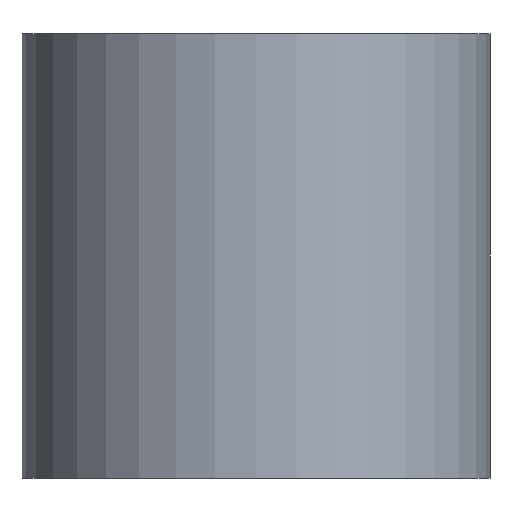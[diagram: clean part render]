
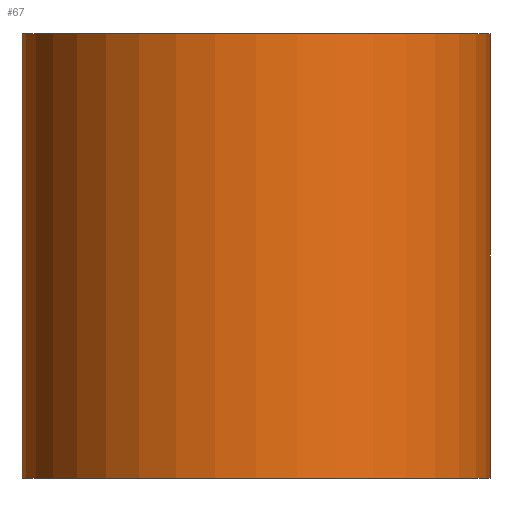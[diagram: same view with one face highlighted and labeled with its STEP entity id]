
A CAD part, front view. The second image highlights one B-rep face of the part: STEP entity #67.
In plain terms, the highlighted cylindrical face has radius 20 mm (diameter 40 mm), a partial arc.
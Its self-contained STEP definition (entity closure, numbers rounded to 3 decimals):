
#1 = EDGE_LOOP ( 'NONE', ( #65, #61, #18, #6 ) ) ;
#6 = ORIENTED_EDGE ( 'NONE', *, *, #17, .F. ) ;
#17 = EDGE_CURVE ( 'NONE', #72, #70, #143, .T. ) ;
#18 = ORIENTED_EDGE ( 'NONE', *, *, #66, .T. ) ;
#20 = EDGE_CURVE ( 'NONE', #63, #75, #174, .T. ) ;
#61 = ORIENTED_EDGE ( 'NONE', *, *, #20, .T. ) ;
#63 = VERTEX_POINT ( 'NONE', #183 ) ;
#65 = ORIENTED_EDGE ( 'NONE', *, *, #71, .F. ) ;
#66 = EDGE_CURVE ( 'NONE', #75, #70, #182, .T. ) ;
#67 = ADVANCED_FACE ( 'NONE', ( #221 ), #219, .T. ) ;
#70 = VERTEX_POINT ( 'NONE', #202 ) ;
#71 = EDGE_CURVE ( 'NONE', #63, #72, #201, .T. ) ;
#72 = VERTEX_POINT ( 'NONE', #197 ) ;
#75 = VERTEX_POINT ( 'NONE', #196 ) ;
#143 = CIRCLE ( 'NONE', #150, 20. ) ;
#147 = DIRECTION ( 'NONE',  ( 1., 0., 0. ) ) ;
#148 = DIRECTION ( 'NONE',  ( 0., 0., 1. ) ) ;
#149 = CARTESIAN_POINT ( 'NONE',  ( 0., 0., 0. ) ) ;
#150 = AXIS2_PLACEMENT_3D ( 'NONE', #149, #148, #147 ) ;
#151 = CARTESIAN_POINT ( 'NONE',  ( 0., 0., -38. ) ) ;
#171 = DIRECTION ( 'NONE',  ( 1., 0., 0. ) ) ;
#172 = DIRECTION ( 'NONE',  ( 0., 0., 1. ) ) ;
#173 = AXIS2_PLACEMENT_3D ( 'NONE', #151, #172, #171 ) ;
#174 = CIRCLE ( 'NONE', #173, 20. ) ;
#182 = LINE ( 'NONE', #224, #223 ) ;
#183 = CARTESIAN_POINT ( 'NONE',  ( -20., 0., -38. ) ) ;
#196 = CARTESIAN_POINT ( 'NONE',  ( 20., 0., -38. ) ) ;
#197 = CARTESIAN_POINT ( 'NONE',  ( -20., 0., 0. ) ) ;
#198 = VECTOR ( 'NONE', #199, 1000. ) ;
#199 = DIRECTION ( 'NONE',  ( 0., 0., 1. ) ) ;
#200 = CARTESIAN_POINT ( 'NONE',  ( -20., 0., 0. ) ) ;
#201 = LINE ( 'NONE', #200, #198 ) ;
#202 = CARTESIAN_POINT ( 'NONE',  ( 20., 0., 0. ) ) ;
#208 = DIRECTION ( 'NONE',  ( 1., 0., 0. ) ) ;
#209 = DIRECTION ( 'NONE',  ( 0., 0., 1. ) ) ;
#210 = CARTESIAN_POINT ( 'NONE',  ( 0., 0., 0. ) ) ;
#219 = CYLINDRICAL_SURFACE ( 'NONE', #220, 20. ) ;
#220 = AXIS2_PLACEMENT_3D ( 'NONE', #210, #209, #208 ) ;
#221 = FACE_OUTER_BOUND ( 'NONE', #1, .T. ) ;
#222 = DIRECTION ( 'NONE',  ( 0., 0., 1. ) ) ;
#223 = VECTOR ( 'NONE', #222, 1000. ) ;
#224 = CARTESIAN_POINT ( 'NONE',  ( 20., 0., 0. ) ) ;
